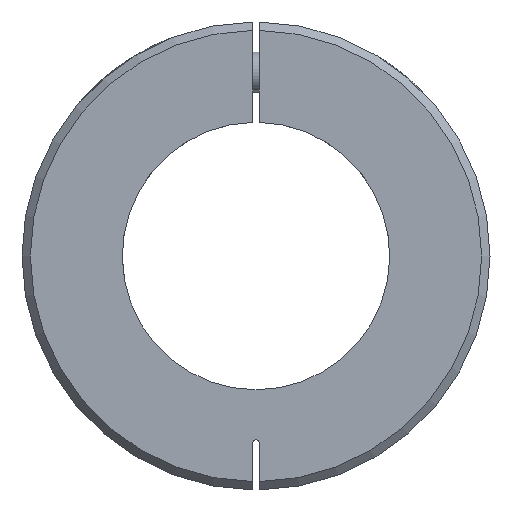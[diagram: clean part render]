
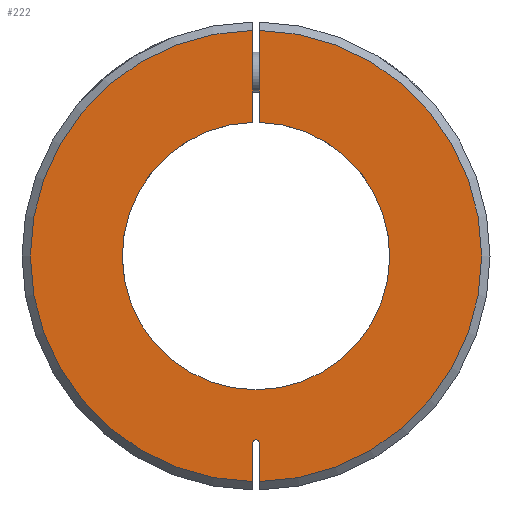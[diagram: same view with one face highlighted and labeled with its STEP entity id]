
A CAD part, left-side view. The second image highlights one B-rep face of the part: STEP entity #222.
In plain terms, the highlighted planar face has unit normal (-1, 0, 0).
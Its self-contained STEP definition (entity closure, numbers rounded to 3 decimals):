
#222 = ADVANCED_FACE ( 'NONE', ( #6541 ), #4422, .F. ) ;
#265 = DIRECTION ( 'NONE',  ( 1., 0., 0. ) ) ;
#299 = VECTOR ( 'NONE', #4839, 1000. ) ;
#559 = ORIENTED_EDGE ( 'NONE', *, *, #5283, .F. ) ;
#709 = VECTOR ( 'NONE', #4861, 1000. ) ;
#784 = CIRCLE ( 'NONE', #7076, 40. ) ;
#871 = DIRECTION ( 'NONE',  ( 0., 0., -1. ) ) ;
#925 = LINE ( 'NONE', #3270, #2515 ) ;
#1053 = CARTESIAN_POINT ( 'NONE',  ( -110., -1., -67.493 ) ) ;
#1060 = VERTEX_POINT ( 'NONE', #1053 ) ;
#1139 = EDGE_CURVE ( 'NONE', #7344, #5243, #7231, .T. ) ;
#1193 = CARTESIAN_POINT ( 'NONE',  ( -110., 0., -56. ) ) ;
#1247 = ORIENTED_EDGE ( 'NONE', *, *, #2721, .T. ) ;
#1647 = CARTESIAN_POINT ( 'NONE',  ( -110., 0., 0. ) ) ;
#1793 = CIRCLE ( 'NONE', #2409, 67.5 ) ;
#1869 = CARTESIAN_POINT ( 'NONE',  ( -110., 1., -55. ) ) ;
#1898 = DIRECTION ( 'NONE',  ( 0., 0., -1. ) ) ;
#1899 = CARTESIAN_POINT ( 'NONE',  ( -110., 0., -55. ) ) ;
#1938 = CARTESIAN_POINT ( 'NONE',  ( -110., -1., 0. ) ) ;
#1976 = CARTESIAN_POINT ( 'NONE',  ( -110., -1., -56. ) ) ;
#2187 = ORIENTED_EDGE ( 'NONE', *, *, #3054, .T. ) ;
#2381 = CARTESIAN_POINT ( 'NONE',  ( -110., 1., -56. ) ) ;
#2409 = AXIS2_PLACEMENT_3D ( 'NONE', #1647, #4455, #6786 ) ;
#2455 = CARTESIAN_POINT ( 'NONE',  ( -110., -1., -55. ) ) ;
#2502 = LINE ( 'NONE', #1938, #299 ) ;
#2515 = VECTOR ( 'NONE', #5599, 1000. ) ;
#2550 = AXIS2_PLACEMENT_3D ( 'NONE', #2648, #265, #871 ) ;
#2648 = CARTESIAN_POINT ( 'NONE',  ( -110., 40., 0. ) ) ;
#2721 = EDGE_CURVE ( 'NONE', #5243, #1060, #7062, .T. ) ;
#2910 = DIRECTION ( 'NONE',  ( 1., 0., 0. ) ) ;
#2966 = VERTEX_POINT ( 'NONE', #4985 ) ;
#3054 = EDGE_CURVE ( 'NONE', #6611, #3889, #925, .T. ) ;
#3270 = CARTESIAN_POINT ( 'NONE',  ( -110., 1., 0. ) ) ;
#3388 = EDGE_CURVE ( 'NONE', #5121, #7344, #6698, .T. ) ;
#3530 = AXIS2_PLACEMENT_3D ( 'NONE', #7169, #6491, #5419 ) ;
#3691 = DIRECTION ( 'NONE',  ( -1., 0., 0. ) ) ;
#3768 = EDGE_CURVE ( 'NONE', #6611, #6002, #784, .T. ) ;
#3889 = VERTEX_POINT ( 'NONE', #4057 ) ;
#4045 = CARTESIAN_POINT ( 'NONE',  ( -110., -1., 67.493 ) ) ;
#4057 = CARTESIAN_POINT ( 'NONE',  ( -110., 1., 67.493 ) ) ;
#4095 = CIRCLE ( 'NONE', #6303, 67.5 ) ;
#4228 = VERTEX_POINT ( 'NONE', #4045 ) ;
#4407 = DIRECTION ( 'NONE',  ( -1., 0., 0. ) ) ;
#4422 = PLANE ( 'NONE',  #2550 ) ;
#4455 = DIRECTION ( 'NONE',  ( -1., 0., 0. ) ) ;
#4556 = EDGE_CURVE ( 'NONE', #1060, #4228, #1793, .T. ) ;
#4736 = ORIENTED_EDGE ( 'NONE', *, *, #5701, .T. ) ;
#4811 = ORIENTED_EDGE ( 'NONE', *, *, #6565, .T. ) ;
#4839 = DIRECTION ( 'NONE',  ( 0., 0., 1. ) ) ;
#4861 = DIRECTION ( 'NONE',  ( 0., 0., 1. ) ) ;
#4960 = ORIENTED_EDGE ( 'NONE', *, *, #3768, .F. ) ;
#4985 = CARTESIAN_POINT ( 'NONE',  ( -110., 1., -67.493 ) ) ;
#5121 = VERTEX_POINT ( 'NONE', #2381 ) ;
#5234 = ORIENTED_EDGE ( 'NONE', *, *, #3388, .T. ) ;
#5243 = VERTEX_POINT ( 'NONE', #1976 ) ;
#5283 = EDGE_CURVE ( 'NONE', #6002, #4228, #2502, .T. ) ;
#5314 = VECTOR ( 'NONE', #7613, 1000. ) ;
#5419 = DIRECTION ( 'NONE',  ( 0., 0., -1. ) ) ;
#5599 = DIRECTION ( 'NONE',  ( 0., 0., 1. ) ) ;
#5701 = EDGE_CURVE ( 'NONE', #2966, #5121, #7174, .T. ) ;
#6002 = VERTEX_POINT ( 'NONE', #6451 ) ;
#6095 = ORIENTED_EDGE ( 'NONE', *, *, #4556, .T. ) ;
#6303 = AXIS2_PLACEMENT_3D ( 'NONE', #6547, #3691, #1898 ) ;
#6451 = CARTESIAN_POINT ( 'NONE',  ( -110., -1., 39.987 ) ) ;
#6491 = DIRECTION ( 'NONE',  ( 1., 0., 0. ) ) ;
#6508 = EDGE_LOOP ( 'NONE', ( #4811, #4736, #5234, #7144, #1247, #6095, #559, #4960, #2187 ) ) ;
#6541 = FACE_OUTER_BOUND ( 'NONE', #6508, .T. ) ;
#6547 = CARTESIAN_POINT ( 'NONE',  ( -110., 0., 0. ) ) ;
#6565 = EDGE_CURVE ( 'NONE', #3889, #2966, #4095, .T. ) ;
#6580 = AXIS2_PLACEMENT_3D ( 'NONE', #1193, #2910, #7615 ) ;
#6611 = VERTEX_POINT ( 'NONE', #6649 ) ;
#6649 = CARTESIAN_POINT ( 'NONE',  ( -110., 1., 39.987 ) ) ;
#6698 = CIRCLE ( 'NONE', #6580, 1. ) ;
#6742 = CARTESIAN_POINT ( 'NONE',  ( -110., 0., 0. ) ) ;
#6786 = DIRECTION ( 'NONE',  ( 0., 0., -1. ) ) ;
#7062 = LINE ( 'NONE', #2455, #5314 ) ;
#7076 = AXIS2_PLACEMENT_3D ( 'NONE', #6742, #4407, #7327 ) ;
#7144 = ORIENTED_EDGE ( 'NONE', *, *, #1139, .T. ) ;
#7169 = CARTESIAN_POINT ( 'NONE',  ( -110., 0., -56. ) ) ;
#7174 = LINE ( 'NONE', #1869, #709 ) ;
#7231 = CIRCLE ( 'NONE', #3530, 1. ) ;
#7327 = DIRECTION ( 'NONE',  ( 0., 0., 1. ) ) ;
#7344 = VERTEX_POINT ( 'NONE', #1899 ) ;
#7613 = DIRECTION ( 'NONE',  ( 0., 0., -1. ) ) ;
#7615 = DIRECTION ( 'NONE',  ( 0., 0., -1. ) ) ;
